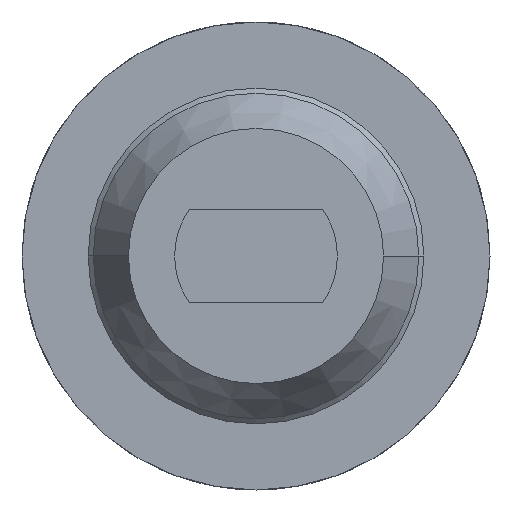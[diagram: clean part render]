
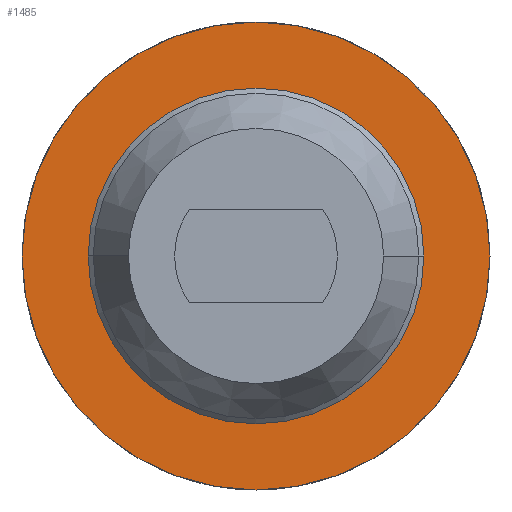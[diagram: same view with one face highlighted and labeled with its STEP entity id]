
A CAD part, front view. The second image highlights one B-rep face of the part: STEP entity #1485.
In plain terms, the highlighted planar face has unit normal (0, -1, 0).
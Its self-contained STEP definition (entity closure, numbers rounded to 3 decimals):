
#65 = DIRECTION ( 'NONE',  ( -1., 0., 0. ) ) ;
#325 = CARTESIAN_POINT ( 'NONE',  ( 0., -2., 0.825 ) ) ;
#380 = EDGE_CURVE ( 'Defeature ausgef�hrt1_2+Defeature ausgef�hrt1_6+Defeature ausgef�hrt1_6+Defeature ausgef�hrt1_6', #1390, #1929, #3099, .T. ) ;
#383 = CARTESIAN_POINT ( 'NONE',  ( 0., -2., 0. ) ) ;
#397 = CIRCLE ( 'NONE', #2711, 0.825 ) ;
#558 = CARTESIAN_POINT ( 'NONE',  ( 0., -2., 0. ) ) ;
#598 = AXIS2_PLACEMENT_3D ( 'NONE', #1204, #3026, #2430 ) ;
#632 = DIRECTION ( 'NONE',  ( -1., 0., 0. ) ) ;
#857 = AXIS2_PLACEMENT_3D ( 'NONE', #558, #876, #632 ) ;
#876 = DIRECTION ( 'NONE',  ( 0., 1., 0. ) ) ;
#1101 = CIRCLE ( 'NONE', #857, 0.825 ) ;
#1141 = DIRECTION ( 'NONE',  ( -1., 0., 0. ) ) ;
#1204 = CARTESIAN_POINT ( 'NONE',  ( 0., -2., 0. ) ) ;
#1259 = DIRECTION ( 'NONE',  ( 0., 1., 0. ) ) ;
#1390 = VERTEX_POINT ( 'NONE', #1743 ) ;
#1418 = AXIS2_PLACEMENT_3D ( 'NONE', #325, #2724, #3911 ) ;
#1485 = ADVANCED_FACE ( 'Defeature ausgef�hrt1_6', ( #3628, #1801 ), #2701, .F. ) ;
#1667 = ORIENTED_EDGE ( 'NONE', *, *, #2225, .T. ) ;
#1743 = CARTESIAN_POINT ( 'NONE',  ( 1.15, -2., 0. ) ) ;
#1760 = VERTEX_POINT ( 'NONE', #3293 ) ;
#1782 = EDGE_LOOP ( 'NONE', ( #3472, #1667 ) ) ;
#1801 = FACE_BOUND ( 'NONE', #1782, .T. ) ;
#1929 = VERTEX_POINT ( 'NONE', #2181 ) ;
#2092 = ORIENTED_EDGE ( 'NONE', *, *, #380, .F. ) ;
#2181 = CARTESIAN_POINT ( 'NONE',  ( -1.15, -2., 0. ) ) ;
#2225 = EDGE_CURVE ( 'Defeature ausgef�hrt1_6+Defeature ausgef�hrt1_5+Defeature ausgef�hrt1_5+Defeature ausgef�hrt1_5', #1760, #2621, #397, .T. ) ;
#2367 = DIRECTION ( 'NONE',  ( 0., 1., 0. ) ) ;
#2406 = AXIS2_PLACEMENT_3D ( 'NONE', #383, #1259, #65 ) ;
#2430 = DIRECTION ( 'NONE',  ( -1., 0., 0. ) ) ;
#2441 = EDGE_CURVE ( 'Defeature ausgef�hrt1_2+Defeature ausgef�hrt1_6+Defeature ausgef�hrt1_6+Defeature ausgef�hrt1_6', #1929, #1390, #2886, .T. ) ;
#2525 = EDGE_LOOP ( 'NONE', ( #2789, #2092 ) ) ;
#2621 = VERTEX_POINT ( 'NONE', #3509 ) ;
#2701 = PLANE ( 'NONE',  #1418 ) ;
#2711 = AXIS2_PLACEMENT_3D ( 'NONE', #3876, #2367, #1141 ) ;
#2724 = DIRECTION ( 'NONE',  ( 0., 1., 0. ) ) ;
#2789 = ORIENTED_EDGE ( 'NONE', *, *, #2441, .F. ) ;
#2886 = CIRCLE ( 'NONE', #598, 1.15 ) ;
#3026 = DIRECTION ( 'NONE',  ( 0., 1., 0. ) ) ;
#3099 = CIRCLE ( 'NONE', #2406, 1.15 ) ;
#3293 = CARTESIAN_POINT ( 'NONE',  ( 0.825, -2., 0. ) ) ;
#3472 = ORIENTED_EDGE ( 'NONE', *, *, #3626, .T. ) ;
#3509 = CARTESIAN_POINT ( 'NONE',  ( -0.825, -2., 0. ) ) ;
#3626 = EDGE_CURVE ( 'Defeature ausgef�hrt1_6+Defeature ausgef�hrt1_5+Defeature ausgef�hrt1_5+Defeature ausgef�hrt1_5', #2621, #1760, #1101, .T. ) ;
#3628 = FACE_OUTER_BOUND ( 'NONE', #2525, .T. ) ;
#3876 = CARTESIAN_POINT ( 'NONE',  ( 0., -2., 0. ) ) ;
#3911 = DIRECTION ( 'NONE',  ( -1., 0., 0. ) ) ;
